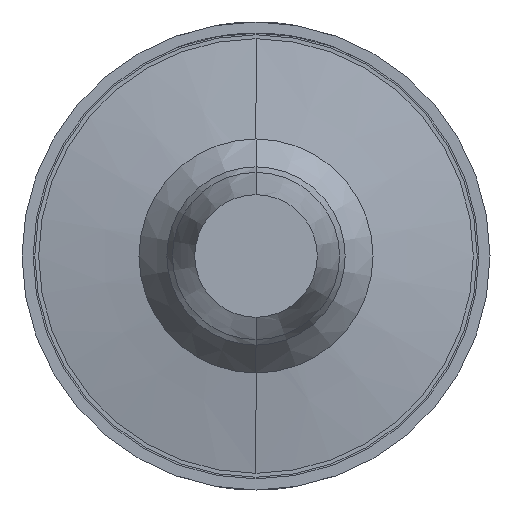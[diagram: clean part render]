
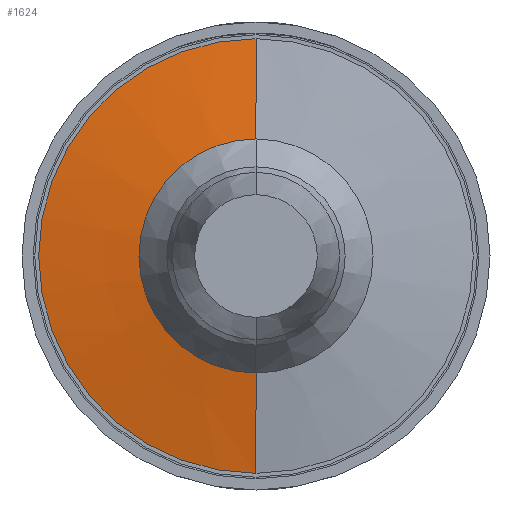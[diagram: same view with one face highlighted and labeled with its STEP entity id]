
A CAD part, front view. The second image highlights one B-rep face of the part: STEP entity #1624.
In plain terms, the highlighted conical face has half-angle 80.134 degrees and reference radius 0.8 mm.
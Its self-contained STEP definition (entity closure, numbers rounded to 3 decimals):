
#39 = DIRECTION ( 'NONE',  ( 0., 0.171, 0.985 ) ) ;
#275 = ORIENTED_EDGE ( 'NONE', *, *, #4589, .F. ) ;
#519 = CARTESIAN_POINT ( 'NONE',  ( 0., -41.6, -0.8 ) ) ;
#552 = DIRECTION ( 'NONE',  ( 0., 1., 0. ) ) ;
#608 = EDGE_CURVE ( 'NONE', #6094, #4152, #5277, .T. ) ;
#612 = CARTESIAN_POINT ( 'NONE',  ( 0., -41.4, -1.95 ) ) ;
#1157 = VECTOR ( 'NONE', #39, 1000. ) ;
#1595 = CARTESIAN_POINT ( 'NONE',  ( 0., -41.6, 0. ) ) ;
#1624 = ADVANCED_FACE ( 'Defeature ausgef�hrt4_23', ( #3495 ), #4158, .T. ) ;
#1773 = EDGE_CURVE ( 'Defeature ausgef�hrt4_23+Defeature ausgef�hrt4_22+Defeature ausgef�hrt4_22+Defeature ausgef�hrt4_22', #4152, #4935, #2777, .T. ) ;
#1952 = CARTESIAN_POINT ( 'NONE',  ( 0., -41.4, 1.95 ) ) ;
#2000 = CIRCLE ( 'NONE', #2424, 0.8 ) ;
#2360 = DIRECTION ( 'NONE',  ( 0., 0., 1. ) ) ;
#2373 = AXIS2_PLACEMENT_3D ( 'NONE', #6097, #4591, #4565 ) ;
#2424 = AXIS2_PLACEMENT_3D ( 'NONE', #2839, #4932, #2360 ) ;
#2514 = CARTESIAN_POINT ( 'NONE',  ( 0., -41.6, 0.8 ) ) ;
#2565 = LINE ( 'NONE', #4058, #3290 ) ;
#2585 = DIRECTION ( 'NONE',  ( 0., 0., -1. ) ) ;
#2777 = CIRCLE ( 'NONE', #2373, 1.95 ) ;
#2839 = CARTESIAN_POINT ( 'NONE',  ( 0., -41.6, 0. ) ) ;
#3290 = VECTOR ( 'NONE', #6129, 1000. ) ;
#3495 = FACE_OUTER_BOUND ( 'NONE', #4717, .T. ) ;
#3695 = VERTEX_POINT ( 'NONE', #519 ) ;
#4058 = CARTESIAN_POINT ( 'NONE',  ( 0., -41.6, -0.8 ) ) ;
#4152 = VERTEX_POINT ( 'NONE', #1952 ) ;
#4158 = CONICAL_SURFACE ( 'NONE', #6307, 0.8, 1.399 ) ;
#4375 = EDGE_CURVE ( 'NONE', #3695, #4935, #2565, .T. ) ;
#4565 = DIRECTION ( 'NONE',  ( 0., 0., 1. ) ) ;
#4583 = CARTESIAN_POINT ( 'NONE',  ( 0., -41.6, 0.8 ) ) ;
#4589 = EDGE_CURVE ( 'Defeature ausgef�hrt4_24+Defeature ausgef�hrt4_23+Defeature ausgef�hrt4_23+Defeature ausgef�hrt4_23', #6094, #3695, #2000, .T. ) ;
#4591 = DIRECTION ( 'NONE',  ( 0., -1., 0. ) ) ;
#4717 = EDGE_LOOP ( 'NONE', ( #275, #5703, #6165, #5781 ) ) ;
#4932 = DIRECTION ( 'NONE',  ( 0., -1., 0. ) ) ;
#4935 = VERTEX_POINT ( 'NONE', #612 ) ;
#5277 = LINE ( 'NONE', #4583, #1157 ) ;
#5703 = ORIENTED_EDGE ( 'NONE', *, *, #608, .T. ) ;
#5781 = ORIENTED_EDGE ( 'NONE', *, *, #4375, .F. ) ;
#6094 = VERTEX_POINT ( 'NONE', #2514 ) ;
#6097 = CARTESIAN_POINT ( 'NONE',  ( 0., -41.4, 0. ) ) ;
#6129 = DIRECTION ( 'NONE',  ( 0., 0.171, -0.985 ) ) ;
#6165 = ORIENTED_EDGE ( 'NONE', *, *, #1773, .T. ) ;
#6307 = AXIS2_PLACEMENT_3D ( 'NONE', #1595, #552, #2585 ) ;
